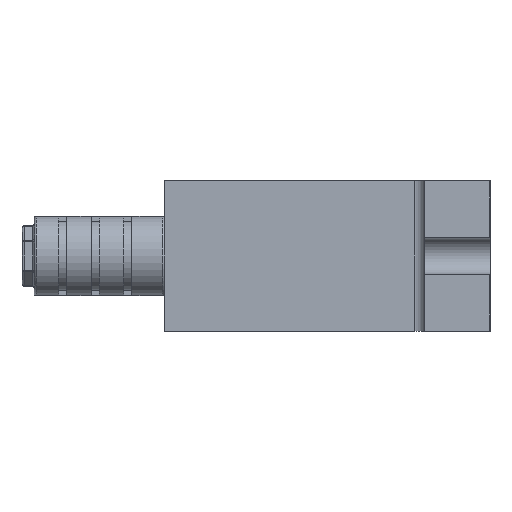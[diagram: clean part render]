
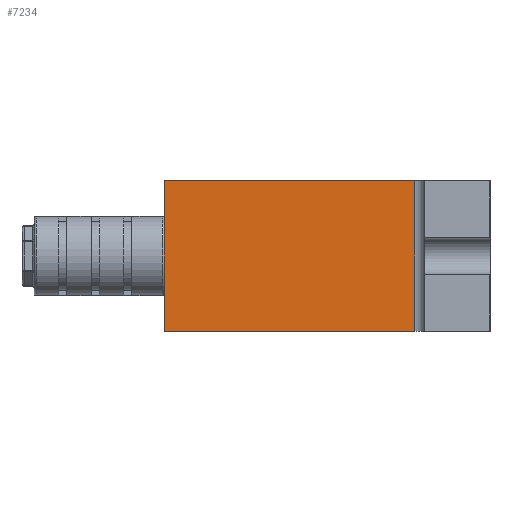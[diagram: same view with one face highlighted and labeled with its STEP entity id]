
A CAD part, left-side view. The second image highlights one B-rep face of the part: STEP entity #7234.
In plain terms, the highlighted planar face has unit normal (-1, 0, 0).
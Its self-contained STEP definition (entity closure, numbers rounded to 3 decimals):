
#150 = DIRECTION ( 'NONE',  ( 0., 0., 1. ) ) ;
#438 = EDGE_CURVE ( 'NONE', #738, #2290, #3330, .T. ) ;
#738 = VERTEX_POINT ( 'NONE', #1563 ) ;
#827 = EDGE_LOOP ( 'NONE', ( #6400, #2303, #6516, #3019 ) ) ;
#1078 = DIRECTION ( 'NONE',  ( 0., 0., -1. ) ) ;
#1092 = CARTESIAN_POINT ( 'NONE',  ( -40., -21.5, 18.5 ) ) ;
#1224 = AXIS2_PLACEMENT_3D ( 'NONE', #4433, #5023, #1078 ) ;
#1563 = CARTESIAN_POINT ( 'NONE',  ( -40., -21.5, -18.5 ) ) ;
#1799 = EDGE_CURVE ( 'NONE', #2290, #7305, #2679, .T. ) ;
#1820 = CARTESIAN_POINT ( 'NONE',  ( -40., 40., -18.5 ) ) ;
#1917 = EDGE_CURVE ( 'NONE', #738, #7435, #4033, .T. ) ;
#2290 = VERTEX_POINT ( 'NONE', #1092 ) ;
#2303 = ORIENTED_EDGE ( 'NONE', *, *, #438, .T. ) ;
#2560 = CARTESIAN_POINT ( 'NONE',  ( -40., 40., -18.5 ) ) ;
#2679 = LINE ( 'NONE', #4692, #3764 ) ;
#2849 = CARTESIAN_POINT ( 'NONE',  ( -40., 40., -18.5 ) ) ;
#3019 = ORIENTED_EDGE ( 'NONE', *, *, #4059, .F. ) ;
#3330 = LINE ( 'NONE', #4907, #5392 ) ;
#3411 = VECTOR ( 'NONE', #150, 1000. ) ;
#3764 = VECTOR ( 'NONE', #5246, 1000. ) ;
#4033 = LINE ( 'NONE', #2849, #5102 ) ;
#4059 = EDGE_CURVE ( 'NONE', #7435, #7305, #4766, .T. ) ;
#4433 = CARTESIAN_POINT ( 'NONE',  ( -40., 40., -18.5 ) ) ;
#4692 = CARTESIAN_POINT ( 'NONE',  ( -40., 40., 18.5 ) ) ;
#4766 = LINE ( 'NONE', #2560, #3411 ) ;
#4820 = FACE_OUTER_BOUND ( 'NONE', #827, .T. ) ;
#4907 = CARTESIAN_POINT ( 'NONE',  ( -40., -21.5, 18.5 ) ) ;
#5023 = DIRECTION ( 'NONE',  ( 1., 0., 0. ) ) ;
#5102 = VECTOR ( 'NONE', #7431, 1000. ) ;
#5246 = DIRECTION ( 'NONE',  ( 0., 1., 0. ) ) ;
#5392 = VECTOR ( 'NONE', #5541, 1000. ) ;
#5541 = DIRECTION ( 'NONE',  ( 0., 0., 1. ) ) ;
#5718 = CARTESIAN_POINT ( 'NONE',  ( -40., 40., 18.5 ) ) ;
#6400 = ORIENTED_EDGE ( 'NONE', *, *, #1917, .F. ) ;
#6516 = ORIENTED_EDGE ( 'NONE', *, *, #1799, .T. ) ;
#6764 = PLANE ( 'NONE',  #1224 ) ;
#7234 = ADVANCED_FACE ( 'NONE', ( #4820 ), #6764, .F. ) ;
#7305 = VERTEX_POINT ( 'NONE', #5718 ) ;
#7431 = DIRECTION ( 'NONE',  ( 0., 1., 0. ) ) ;
#7435 = VERTEX_POINT ( 'NONE', #1820 ) ;
